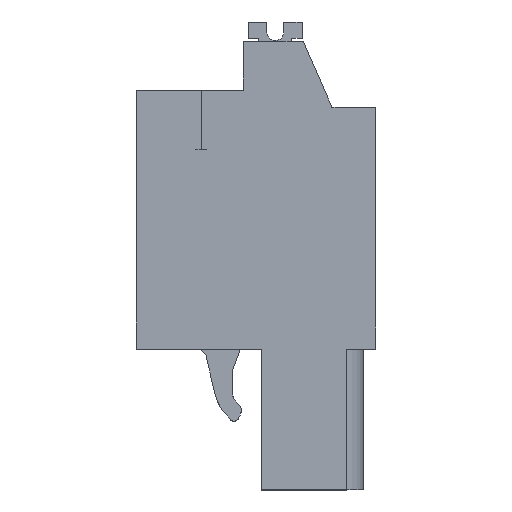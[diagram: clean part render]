
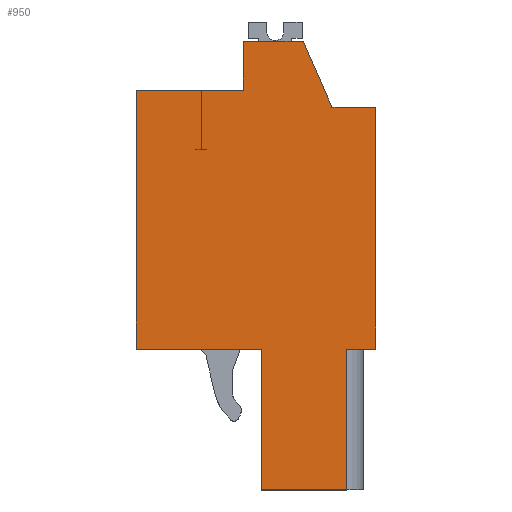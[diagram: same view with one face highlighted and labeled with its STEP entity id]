
A CAD part, left-side view. The second image highlights one B-rep face of the part: STEP entity #950.
In plain terms, the highlighted planar face has unit normal (-1, 0, 0).
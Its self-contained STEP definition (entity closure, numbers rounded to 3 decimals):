
#866=AXIS2_PLACEMENT_3D('Plane Axis2P3D',#863,#864,#865) ;
#42=CARTESIAN_POINT('Vertex',(0.,7.85,26.59)) ;
#45=CARTESIAN_POINT('Line Origine',(0.,6.075,26.59)) ;
#49=CARTESIAN_POINT('Vertex',(0.,4.3,26.59)) ;
#727=CARTESIAN_POINT('Vertex',(0.,7.85,23.69)) ;
#730=CARTESIAN_POINT('Line Origine',(0.,7.85,25.14)) ;
#863=CARTESIAN_POINT('Axis2P3D Location',(0.,6.8,8.35)) ;
#868=CARTESIAN_POINT('Line Origine',(0.,1.725,4.175)) ;
#872=CARTESIAN_POINT('Vertex',(0.,1.725,8.35)) ;
#874=CARTESIAN_POINT('Vertex',(0.,1.725,0.)) ;
#877=CARTESIAN_POINT('Line Origine',(0.,0.862,8.35)) ;
#881=CARTESIAN_POINT('Vertex',(0.,0.,8.35)) ;
#884=CARTESIAN_POINT('Line Origine',(0.,0.,15.52)) ;
#888=CARTESIAN_POINT('Vertex',(0.,0.,22.69)) ;
#891=CARTESIAN_POINT('Line Origine',(0.,1.3,22.69)) ;
#895=CARTESIAN_POINT('Vertex',(0.,2.6,22.69)) ;
#898=CARTESIAN_POINT('Line Origine',(0.,3.45,24.64)) ;
#903=CARTESIAN_POINT('Line Origine',(0.,11.025,23.69)) ;
#907=CARTESIAN_POINT('Vertex',(0.,14.2,23.69)) ;
#910=CARTESIAN_POINT('Line Origine',(0.,14.2,16.02)) ;
#914=CARTESIAN_POINT('Vertex',(0.,14.2,8.35)) ;
#917=CARTESIAN_POINT('Line Origine',(0.,10.485,8.35)) ;
#921=CARTESIAN_POINT('Vertex',(0.,6.771,8.35)) ;
#924=CARTESIAN_POINT('Line Origine',(0.,6.771,4.175)) ;
#928=CARTESIAN_POINT('Vertex',(0.,6.771,0.)) ;
#931=CARTESIAN_POINT('Line Origine',(0.,4.248,0.)) ;
#46=DIRECTION('Vector Direction',(0.,1.,0.)) ;
#731=DIRECTION('Vector Direction',(0.,0.,-1.)) ;
#864=DIRECTION('Axis2P3D Direction',(1.,0.,0.)) ;
#865=DIRECTION('Axis2P3D XDirection',(0.,1.,0.)) ;
#869=DIRECTION('Vector Direction',(0.,0.,-1.)) ;
#878=DIRECTION('Vector Direction',(0.,-1.,0.)) ;
#885=DIRECTION('Vector Direction',(0.,0.,-1.)) ;
#892=DIRECTION('Vector Direction',(0.,1.,0.)) ;
#899=DIRECTION('Vector Direction',(0.,0.4,0.917)) ;
#904=DIRECTION('Vector Direction',(0.,1.,0.)) ;
#911=DIRECTION('Vector Direction',(0.,0.,1.)) ;
#918=DIRECTION('Vector Direction',(0.,1.,0.)) ;
#925=DIRECTION('Vector Direction',(0.,0.,-1.)) ;
#932=DIRECTION('Vector Direction',(0.,1.,0.)) ;
#47=VECTOR('Line Direction',#46,1.) ;
#732=VECTOR('Line Direction',#731,1.) ;
#870=VECTOR('Line Direction',#869,1.) ;
#879=VECTOR('Line Direction',#878,1.) ;
#886=VECTOR('Line Direction',#885,1.) ;
#893=VECTOR('Line Direction',#892,1.) ;
#900=VECTOR('Line Direction',#899,1.) ;
#905=VECTOR('Line Direction',#904,1.) ;
#912=VECTOR('Line Direction',#911,1.) ;
#919=VECTOR('Line Direction',#918,1.) ;
#926=VECTOR('Line Direction',#925,1.) ;
#933=VECTOR('Line Direction',#932,1.) ;
#937=ORIENTED_EDGE('',*,*,#876,.F.) ;
#938=ORIENTED_EDGE('',*,*,#883,.F.) ;
#939=ORIENTED_EDGE('',*,*,#890,.F.) ;
#940=ORIENTED_EDGE('',*,*,#897,.T.) ;
#941=ORIENTED_EDGE('',*,*,#902,.T.) ;
#942=ORIENTED_EDGE('',*,*,#51,.T.) ;
#943=ORIENTED_EDGE('',*,*,#734,.T.) ;
#944=ORIENTED_EDGE('',*,*,#909,.T.) ;
#945=ORIENTED_EDGE('',*,*,#916,.F.) ;
#946=ORIENTED_EDGE('',*,*,#923,.F.) ;
#947=ORIENTED_EDGE('',*,*,#930,.T.) ;
#948=ORIENTED_EDGE('',*,*,#935,.F.) ;
#950=ADVANCED_FACE('HOUSING',(#949),#867,.F.) ;
#51=EDGE_CURVE('',#50,#43,#48,.T.) ;
#734=EDGE_CURVE('',#43,#728,#733,.T.) ;
#876=EDGE_CURVE('',#873,#875,#871,.T.) ;
#883=EDGE_CURVE('',#882,#873,#880,.F.) ;
#890=EDGE_CURVE('',#889,#882,#887,.T.) ;
#897=EDGE_CURVE('',#889,#896,#894,.T.) ;
#902=EDGE_CURVE('',#896,#50,#901,.T.) ;
#909=EDGE_CURVE('',#728,#908,#906,.T.) ;
#916=EDGE_CURVE('',#915,#908,#913,.T.) ;
#923=EDGE_CURVE('',#922,#915,#920,.T.) ;
#930=EDGE_CURVE('',#922,#929,#927,.T.) ;
#935=EDGE_CURVE('',#875,#929,#934,.T.) ;
#936=EDGE_LOOP('',(#937,#938,#939,#940,#941,#942,#943,#944,#945,#946,#947,#948)) ;
#949=FACE_OUTER_BOUND('',#936,.T.) ;
#48=LINE('Line',#45,#47) ;
#733=LINE('Line',#730,#732) ;
#871=LINE('Line',#868,#870) ;
#880=LINE('Line',#877,#879) ;
#887=LINE('Line',#884,#886) ;
#894=LINE('Line',#891,#893) ;
#901=LINE('Line',#898,#900) ;
#906=LINE('Line',#903,#905) ;
#913=LINE('Line',#910,#912) ;
#920=LINE('Line',#917,#919) ;
#927=LINE('Line',#924,#926) ;
#934=LINE('Line',#931,#933) ;
#867=PLANE('',#866) ;
#43=VERTEX_POINT('',#42) ;
#50=VERTEX_POINT('',#49) ;
#728=VERTEX_POINT('',#727) ;
#873=VERTEX_POINT('',#872) ;
#875=VERTEX_POINT('',#874) ;
#882=VERTEX_POINT('',#881) ;
#889=VERTEX_POINT('',#888) ;
#896=VERTEX_POINT('',#895) ;
#908=VERTEX_POINT('',#907) ;
#915=VERTEX_POINT('',#914) ;
#922=VERTEX_POINT('',#921) ;
#929=VERTEX_POINT('',#928) ;
